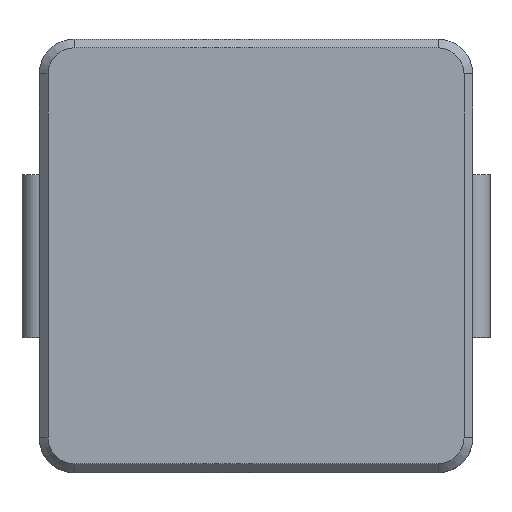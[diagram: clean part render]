
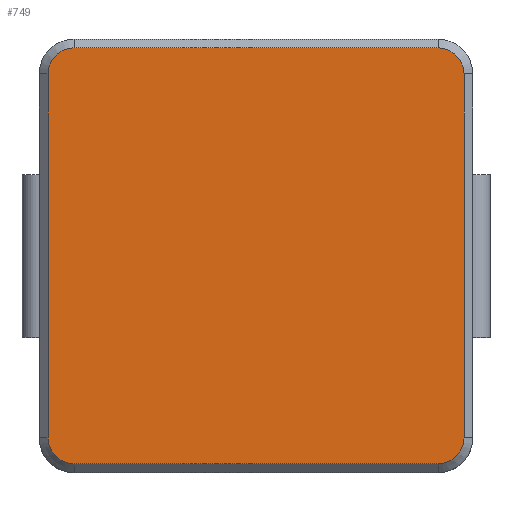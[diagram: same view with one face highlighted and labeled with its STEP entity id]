
A CAD part, top view. The second image highlights one B-rep face of the part: STEP entity #749.
In plain terms, the highlighted planar face has unit normal (0, 0, 1).
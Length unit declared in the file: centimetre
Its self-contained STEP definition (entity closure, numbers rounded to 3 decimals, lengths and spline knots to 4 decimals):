
#408=CARTESIAN_POINT('',(0.6,-0.525,0.33));
#409=VERTEX_POINT('',#408);
#416=CARTESIAN_POINT('',(0.525,-0.6,0.33));
#417=VERTEX_POINT('',#416);
#418=CARTESIAN_POINT('',(0.525,-0.525,0.33));
#419=DIRECTION('',(0.,-0.,-1.));
#420=DIRECTION('',(0.707,-0.707,0.));
#421=AXIS2_PLACEMENT_3D('',#418,#419,#420);
#422=CIRCLE('',#421,0.075);
#423=EDGE_CURVE('',#409,#417,#422,.T.);
#450=CARTESIAN_POINT('',(0.6,0.525,0.33));
#451=VERTEX_POINT('',#450);
#458=CARTESIAN_POINT('',(0.6,0.5525,0.33));
#459=DIRECTION('',(0.,-1.,0.));
#460=VECTOR('',#459,1.105);
#461=LINE('',#458,#460);
#462=EDGE_CURVE('',#451,#409,#461,.T.);
#479=CARTESIAN_POINT('',(-0.525,-0.6,0.33));
#480=VERTEX_POINT('',#479);
#496=CARTESIAN_POINT('',(0.5525,-0.6,0.33));
#497=DIRECTION('',(-1.,-0.,0.));
#498=VECTOR('',#497,1.105);
#499=LINE('',#496,#498);
#500=EDGE_CURVE('',#417,#480,#499,.T.);
#512=CARTESIAN_POINT('',(0.525,0.6,0.33));
#513=VERTEX_POINT('',#512);
#520=CARTESIAN_POINT('',(0.525,0.525,0.33));
#521=DIRECTION('',(0.,0.,-1.));
#522=DIRECTION('',(0.707,0.707,0.));
#523=AXIS2_PLACEMENT_3D('',#520,#521,#522);
#524=CIRCLE('',#523,0.075);
#525=EDGE_CURVE('',#513,#451,#524,.T.);
#543=CARTESIAN_POINT('',(-0.6,-0.525,0.33));
#544=VERTEX_POINT('',#543);
#561=CARTESIAN_POINT('',(-0.525,-0.525,0.33));
#562=DIRECTION('',(-0.,0.,-1.));
#563=DIRECTION('',(-0.707,-0.707,0.));
#564=AXIS2_PLACEMENT_3D('',#561,#562,#563);
#565=CIRCLE('',#564,0.075);
#566=EDGE_CURVE('',#480,#544,#565,.T.);
#578=CARTESIAN_POINT('',(-0.525,0.6,0.33));
#579=VERTEX_POINT('',#578);
#586=CARTESIAN_POINT('',(-0.5525,0.6,0.33));
#587=DIRECTION('',(1.,-0.,0.));
#588=VECTOR('',#587,1.105);
#589=LINE('',#586,#588);
#590=EDGE_CURVE('',#579,#513,#589,.T.);
#607=CARTESIAN_POINT('',(-0.6,0.525,0.33));
#608=VERTEX_POINT('',#607);
#624=CARTESIAN_POINT('',(-0.6,-0.5525,0.33));
#625=DIRECTION('',(-0.,1.,0.));
#626=VECTOR('',#625,1.105);
#627=LINE('',#624,#626);
#628=EDGE_CURVE('',#544,#608,#627,.T.);
#647=CARTESIAN_POINT('',(-0.525,0.525,0.33));
#648=DIRECTION('',(0.,0.,-1.));
#649=DIRECTION('',(-0.707,0.707,0.));
#650=AXIS2_PLACEMENT_3D('',#647,#648,#649);
#651=CIRCLE('',#650,0.075);
#652=EDGE_CURVE('',#608,#579,#651,.T.);
#734=CARTESIAN_POINT('',(0.,-0.,0.33));
#735=DIRECTION('',(0.,0.,1.));
#736=DIRECTION('',(1.,0.,0.));
#737=AXIS2_PLACEMENT_3D('',#734,#735,#736);
#738=PLANE('',#737);
#739=ORIENTED_EDGE('',*,*,#423,.F.);
#740=ORIENTED_EDGE('',*,*,#462,.F.);
#741=ORIENTED_EDGE('',*,*,#525,.F.);
#742=ORIENTED_EDGE('',*,*,#590,.F.);
#743=ORIENTED_EDGE('',*,*,#652,.F.);
#744=ORIENTED_EDGE('',*,*,#628,.F.);
#745=ORIENTED_EDGE('',*,*,#566,.F.);
#746=ORIENTED_EDGE('',*,*,#500,.F.);
#747=EDGE_LOOP('',(#739,#740,#741,#742,#743,#744,#745,#746));
#748=FACE_BOUND('',#747,.T.);
#749=ADVANCED_FACE('',(#748),#738,.T.);
